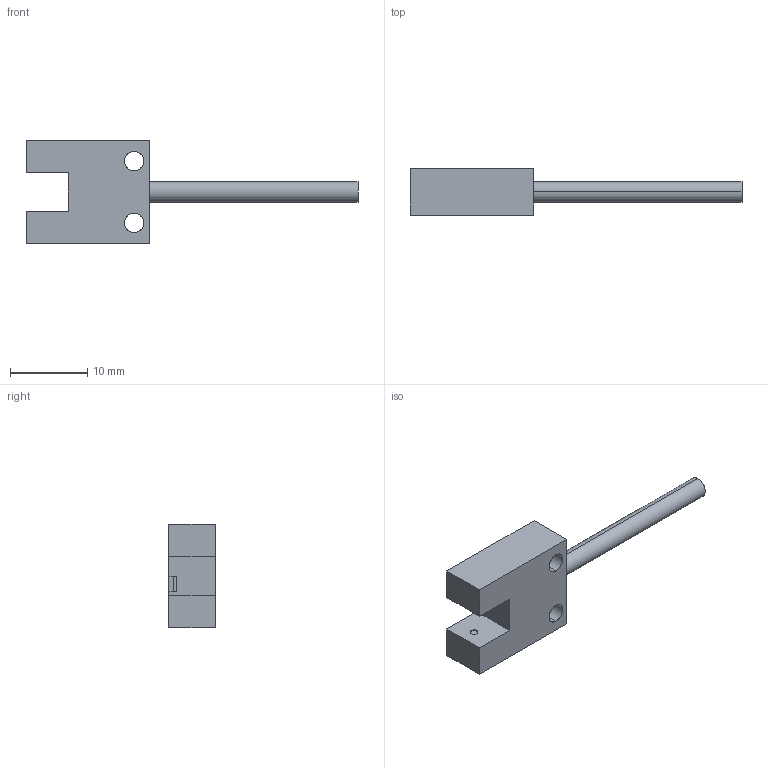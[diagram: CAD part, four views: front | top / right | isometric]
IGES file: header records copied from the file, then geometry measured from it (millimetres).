
Start section: SolidWorks IGES FILE using analytic representation for surfaces
Global section: file name: PM-U24.IGS,41HSolidWorks 2004; native system: by SolidWorks Corporation; preprocessor: Version 5.3; author: yk0651; date: 050906.100112; units: millimetre
Bounding box: 43 x 6 x 13.4 mm (x, y, z)
Surface area: 1100.2 mm2 (no closed solid volume)
Topology: 0 solids, 0 shells, 29 faces, 380 edges, 380 vertices
Faces by surface type: bspline 19, revolution 10
